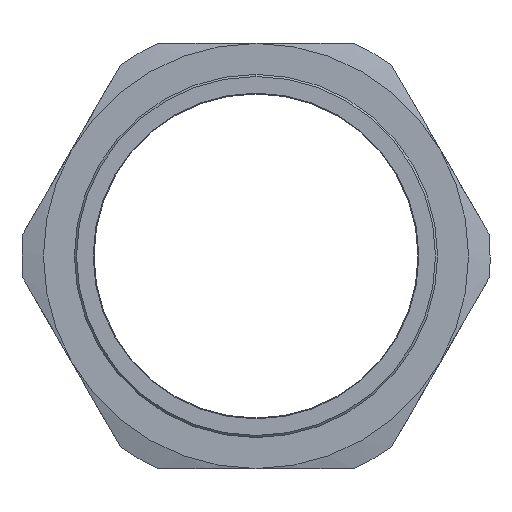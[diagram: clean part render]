
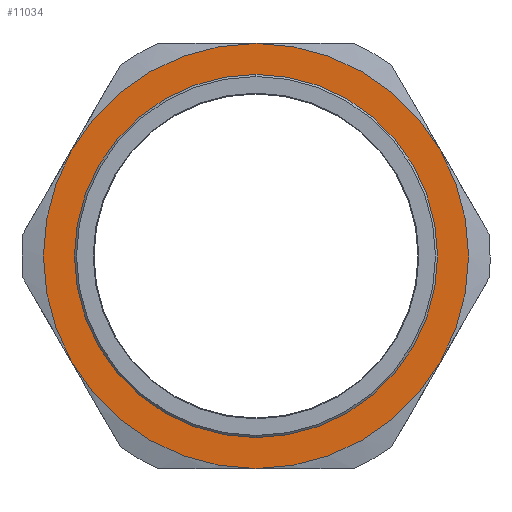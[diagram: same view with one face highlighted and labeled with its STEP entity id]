
A CAD part, left-side view. The second image highlights one B-rep face of the part: STEP entity #11034.
In plain terms, the highlighted planar face has unit normal (-1, 0, 0).
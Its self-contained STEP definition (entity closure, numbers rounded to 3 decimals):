
#65 = CARTESIAN_POINT ( 'NONE',  ( 24., 0., 0. ) ) ;
#90 = CARTESIAN_POINT ( 'NONE',  ( 24., 0., 65. ) ) ;
#302 = EDGE_CURVE ( 'NONE', #2703, #4897, #12074, .T. ) ;
#483 = CARTESIAN_POINT ( 'NONE',  ( 24., 0., -65. ) ) ;
#743 = EDGE_LOOP ( 'NONE', ( #13277, #16134 ) ) ;
#1050 = CIRCLE ( 'NONE', #15854, 76.1 ) ;
#1280 = DIRECTION ( 'NONE',  ( -1., 0., 0. ) ) ;
#2118 = VERTEX_POINT ( 'NONE', #10061 ) ;
#2150 = DIRECTION ( 'NONE',  ( 0., 0., -1. ) ) ;
#2521 = CARTESIAN_POINT ( 'NONE',  ( 24., 0., -76.1 ) ) ;
#2703 = VERTEX_POINT ( 'NONE', #483 ) ;
#3461 = ORIENTED_EDGE ( 'NONE', *, *, #4896, .F. ) ;
#3804 = EDGE_LOOP ( 'NONE', ( #14535, #3461 ) ) ;
#4166 = DIRECTION ( 'NONE',  ( -1., 0., 0. ) ) ;
#4192 = DIRECTION ( 'NONE',  ( 0., 0., -1. ) ) ;
#4725 = DIRECTION ( 'NONE',  ( 1., 0., 0. ) ) ;
#4896 = EDGE_CURVE ( 'NONE', #2118, #16021, #8651, .T. ) ;
#4897 = VERTEX_POINT ( 'NONE', #90 ) ;
#5128 = DIRECTION ( 'NONE',  ( 1., 0., 0. ) ) ;
#5328 = FACE_BOUND ( 'NONE', #743, .T. ) ;
#5339 = CARTESIAN_POINT ( 'NONE',  ( 24., 0., 0. ) ) ;
#7405 = AXIS2_PLACEMENT_3D ( 'NONE', #9661, #4725, #2150 ) ;
#7934 = DIRECTION ( 'NONE',  ( 1., 0., 0. ) ) ;
#7986 = CARTESIAN_POINT ( 'NONE',  ( 24., 0., 0. ) ) ;
#8651 = CIRCLE ( 'NONE', #9312, 76.1 ) ;
#9181 = DIRECTION ( 'NONE',  ( 0., 0., 1. ) ) ;
#9312 = AXIS2_PLACEMENT_3D ( 'NONE', #12693, #5128, #11406 ) ;
#9661 = CARTESIAN_POINT ( 'NONE',  ( 24., 0., -84.32 ) ) ;
#10042 = DIRECTION ( 'NONE',  ( 0., 0., 1. ) ) ;
#10061 = CARTESIAN_POINT ( 'NONE',  ( 24., 0., 76.1 ) ) ;
#11034 = ADVANCED_FACE ( 'NONE', ( #14202, #5328 ), #15889, .F. ) ;
#11129 = AXIS2_PLACEMENT_3D ( 'NONE', #65, #1280, #10042 ) ;
#11406 = DIRECTION ( 'NONE',  ( 0., 0., -1. ) ) ;
#12074 = CIRCLE ( 'NONE', #11129, 65. ) ;
#12265 = EDGE_CURVE ( 'NONE', #16021, #2118, #1050, .T. ) ;
#12537 = CIRCLE ( 'NONE', #13245, 65. ) ;
#12693 = CARTESIAN_POINT ( 'NONE',  ( 24., 0., 0. ) ) ;
#13245 = AXIS2_PLACEMENT_3D ( 'NONE', #5339, #4166, #9181 ) ;
#13277 = ORIENTED_EDGE ( 'NONE', *, *, #302, .F. ) ;
#13437 = EDGE_CURVE ( 'NONE', #4897, #2703, #12537, .T. ) ;
#14202 = FACE_OUTER_BOUND ( 'NONE', #3804, .T. ) ;
#14535 = ORIENTED_EDGE ( 'NONE', *, *, #12265, .F. ) ;
#15854 = AXIS2_PLACEMENT_3D ( 'NONE', #7986, #7934, #4192 ) ;
#15889 = PLANE ( 'NONE',  #7405 ) ;
#16021 = VERTEX_POINT ( 'NONE', #2521 ) ;
#16134 = ORIENTED_EDGE ( 'NONE', *, *, #13437, .F. ) ;
